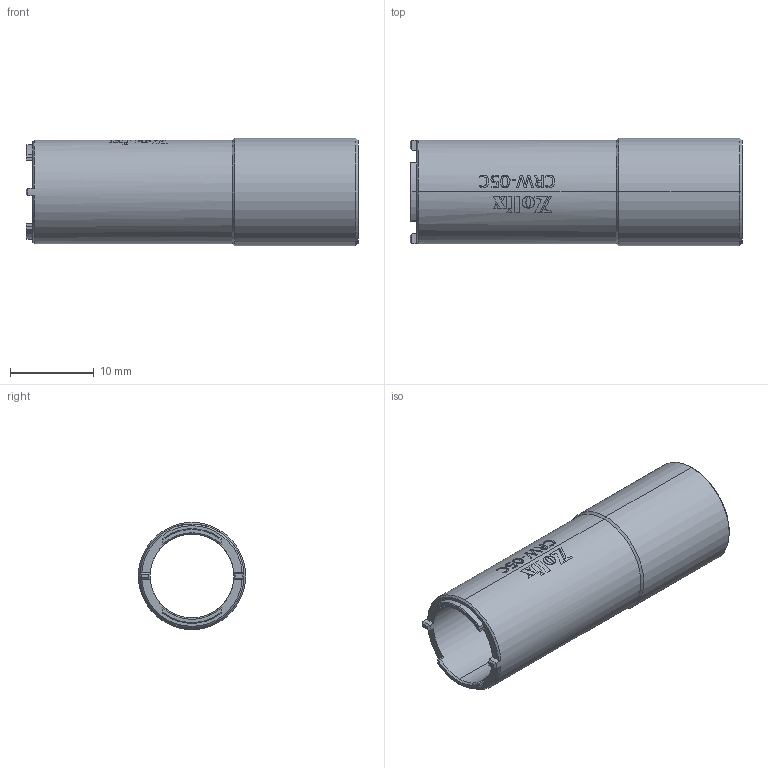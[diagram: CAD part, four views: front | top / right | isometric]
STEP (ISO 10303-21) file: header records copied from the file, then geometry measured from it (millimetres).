
FILE_DESCRIPTION (( 'STEP AP203' ), '1' );
FILE_NAME ('CRW-05C.STEP', '2025-09-04T01:20:42', ( '' ), ( '' ), 'SwSTEP 2.0', 'SolidWorks 2020', '' );
FILE_SCHEMA (( 'CONFIG_CONTROL_DESIGN' ));
Length unit declared in the file: millimetre
Products named in the file (1): CRW-05C
Bounding box: 39.6 x 12.8 x 12.8 mm (x, y, z)
Volume: 1760.5 mm3; surface area: 2857.9 mm2
Topology: 1 solids, 1 shells, 323 faces, 895 edges, 592 vertices
Faces by surface type: bspline 217, plane 59, cylinder 28, cone 19
Entity records: 17878 total; most frequent: CARTESIAN_POINT 11680, ORIENTED_EDGE 1790, EDGE_CURVE 895, B_SPLINE_CURVE_WITH_KNOTS 767, VERTEX_POINT 592, DIRECTION 386, EDGE_LOOP 343, FACE_OUTER_BOUND 323
